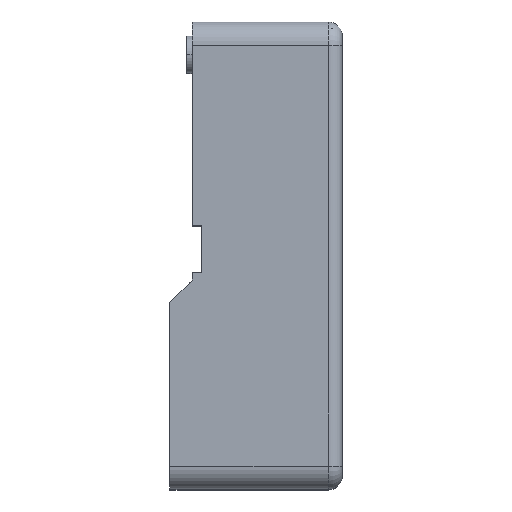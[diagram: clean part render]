
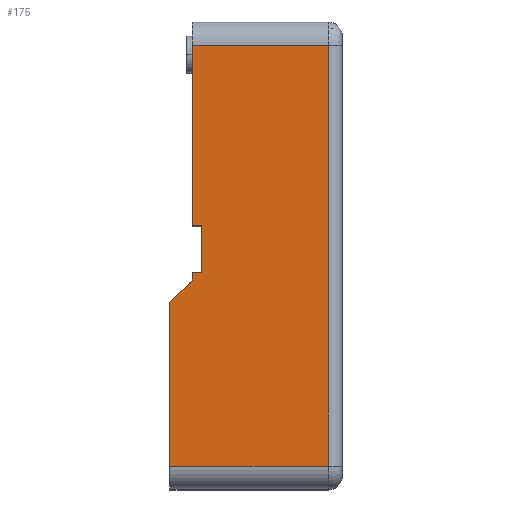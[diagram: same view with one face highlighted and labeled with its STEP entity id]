
A CAD part, top view. The second image highlights one B-rep face of the part: STEP entity #175.
In plain terms, the highlighted planar face has unit normal (0, 0, 1).
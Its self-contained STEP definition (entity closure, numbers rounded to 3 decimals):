
#60 = LINE ( 'NONE', #984, #1362 ) ;
#69 = EDGE_CURVE ( 'NONE', #3605, #964, #612, .T. ) ;
#74 = VERTEX_POINT ( 'NONE', #1594 ) ;
#151 = VECTOR ( 'NONE', #961, 1000. ) ;
#175 = ADVANCED_FACE ( 'NONE', ( #2542 ), #3797, .F. ) ;
#218 = CARTESIAN_POINT ( 'NONE',  ( 4.8, -5.2, 35. ) ) ;
#251 = CARTESIAN_POINT ( 'NONE',  ( 6.8, -3.6, 35. ) ) ;
#253 = VERTEX_POINT ( 'NONE', #218 ) ;
#256 = EDGE_CURVE ( 'NONE', #74, #2384, #1197, .T. ) ;
#271 = CARTESIAN_POINT ( 'NONE',  ( 4.8, -3.6, 35. ) ) ;
#298 = ORIENTED_EDGE ( 'NONE', *, *, #1524, .F. ) ;
#338 = CARTESIAN_POINT ( 'NONE',  ( 4.8, -3.6, 35. ) ) ;
#439 = EDGE_CURVE ( 'NONE', #2158, #1166, #2254, .T. ) ;
#458 = ORIENTED_EDGE ( 'NONE', *, *, #1795, .T. ) ;
#553 = VECTOR ( 'NONE', #3351, 1000. ) ;
#563 = CARTESIAN_POINT ( 'NONE',  ( 6.8, 6.4, 35. ) ) ;
#612 = LINE ( 'NONE', #271, #151 ) ;
#667 = CARTESIAN_POINT ( 'NONE',  ( 0., 50., 35. ) ) ;
#714 = DIRECTION ( 'NONE',  ( 0., 1., 0. ) ) ;
#718 = VECTOR ( 'NONE', #714, 1000. ) ;
#757 = CARTESIAN_POINT ( 'NONE',  ( 0., -10., 35. ) ) ;
#760 = VECTOR ( 'NONE', #3380, 1000. ) ;
#784 = ORIENTED_EDGE ( 'NONE', *, *, #69, .F. ) ;
#801 = LINE ( 'NONE', #1446, #3162 ) ;
#910 = VERTEX_POINT ( 'NONE', #3316 ) ;
#920 = CARTESIAN_POINT ( 'NONE',  ( 0., -45., 35. ) ) ;
#946 = CARTESIAN_POINT ( 'NONE',  ( 36.9, 50., 35. ) ) ;
#961 = DIRECTION ( 'NONE',  ( 1., 0., 0. ) ) ;
#964 = VERTEX_POINT ( 'NONE', #251 ) ;
#984 = CARTESIAN_POINT ( 'NONE',  ( 0., -10., 35. ) ) ;
#1075 = DIRECTION ( 'NONE',  ( -1., 0., 0. ) ) ;
#1141 = AXIS2_PLACEMENT_3D ( 'NONE', #946, #2335, #2645 ) ;
#1166 = VERTEX_POINT ( 'NONE', #920 ) ;
#1197 = LINE ( 'NONE', #4013, #553 ) ;
#1227 = VECTOR ( 'NONE', #1259, 1000. ) ;
#1259 = DIRECTION ( 'NONE',  ( 0., 1., 0. ) ) ;
#1343 = VECTOR ( 'NONE', #1624, 1000. ) ;
#1362 = VECTOR ( 'NONE', #3176, 1000. ) ;
#1373 = EDGE_CURVE ( 'NONE', #910, #4037, #3932, .T. ) ;
#1446 = CARTESIAN_POINT ( 'NONE',  ( 36.9, 45., 35. ) ) ;
#1524 = EDGE_CURVE ( 'NONE', #964, #910, #1839, .T. ) ;
#1594 = CARTESIAN_POINT ( 'NONE',  ( 33.9, -45., 35. ) ) ;
#1607 = LINE ( 'NONE', #2625, #718 ) ;
#1624 = DIRECTION ( 'NONE',  ( 0., -1., 0. ) ) ;
#1738 = CARTESIAN_POINT ( 'NONE',  ( 4.8, 6.4, 35. ) ) ;
#1795 = EDGE_CURVE ( 'NONE', #2384, #2539, #801, .T. ) ;
#1823 = CARTESIAN_POINT ( 'NONE',  ( 33.9, 45., 35. ) ) ;
#1839 = LINE ( 'NONE', #563, #760 ) ;
#1995 = LINE ( 'NONE', #3551, #2305 ) ;
#2038 = EDGE_CURVE ( 'NONE', #1166, #74, #1995, .T. ) ;
#2096 = DIRECTION ( 'NONE',  ( -1., 0., 0. ) ) ;
#2158 = VERTEX_POINT ( 'NONE', #757 ) ;
#2254 = LINE ( 'NONE', #667, #1343 ) ;
#2305 = VECTOR ( 'NONE', #3857, 1000. ) ;
#2313 = ORIENTED_EDGE ( 'NONE', *, *, #439, .T. ) ;
#2331 = ORIENTED_EDGE ( 'NONE', *, *, #2038, .T. ) ;
#2335 = DIRECTION ( 'NONE',  ( 0., 0., -1. ) ) ;
#2384 = VERTEX_POINT ( 'NONE', #1823 ) ;
#2518 = EDGE_CURVE ( 'NONE', #2158, #253, #60, .T. ) ;
#2522 = ORIENTED_EDGE ( 'NONE', *, *, #3995, .F. ) ;
#2539 = VERTEX_POINT ( 'NONE', #2553 ) ;
#2542 = FACE_OUTER_BOUND ( 'NONE', #3390, .T. ) ;
#2546 = LINE ( 'NONE', #3473, #1227 ) ;
#2553 = CARTESIAN_POINT ( 'NONE',  ( 4.8, 45., 35. ) ) ;
#2625 = CARTESIAN_POINT ( 'NONE',  ( 4.8, -5.2, 35. ) ) ;
#2645 = DIRECTION ( 'NONE',  ( 0., 1., 0. ) ) ;
#2688 = ORIENTED_EDGE ( 'NONE', *, *, #2930, .F. ) ;
#2695 = ORIENTED_EDGE ( 'NONE', *, *, #1373, .F. ) ;
#2930 = EDGE_CURVE ( 'NONE', #4037, #2539, #2546, .T. ) ;
#2980 = ORIENTED_EDGE ( 'NONE', *, *, #256, .T. ) ;
#3094 = VECTOR ( 'NONE', #1075, 1000. ) ;
#3162 = VECTOR ( 'NONE', #2096, 1000. ) ;
#3176 = DIRECTION ( 'NONE',  ( 0.707, 0.707, 0. ) ) ;
#3316 = CARTESIAN_POINT ( 'NONE',  ( 6.8, 6.4, 35. ) ) ;
#3331 = ORIENTED_EDGE ( 'NONE', *, *, #2518, .F. ) ;
#3351 = DIRECTION ( 'NONE',  ( 0., 1., 0. ) ) ;
#3380 = DIRECTION ( 'NONE',  ( 0., 1., 0. ) ) ;
#3390 = EDGE_LOOP ( 'NONE', ( #2688, #2695, #298, #784, #2522, #3331, #2313, #2331, #2980, #458 ) ) ;
#3473 = CARTESIAN_POINT ( 'NONE',  ( 4.8, -5.2, 35. ) ) ;
#3521 = CARTESIAN_POINT ( 'NONE',  ( 4.8, 6.4, 35. ) ) ;
#3551 = CARTESIAN_POINT ( 'NONE',  ( 36.9, -45., 35. ) ) ;
#3605 = VERTEX_POINT ( 'NONE', #338 ) ;
#3797 = PLANE ( 'NONE',  #1141 ) ;
#3857 = DIRECTION ( 'NONE',  ( 1., 0., 0. ) ) ;
#3932 = LINE ( 'NONE', #1738, #3094 ) ;
#3995 = EDGE_CURVE ( 'NONE', #253, #3605, #1607, .T. ) ;
#4013 = CARTESIAN_POINT ( 'NONE',  ( 33.9, 45., 35. ) ) ;
#4037 = VERTEX_POINT ( 'NONE', #3521 ) ;
